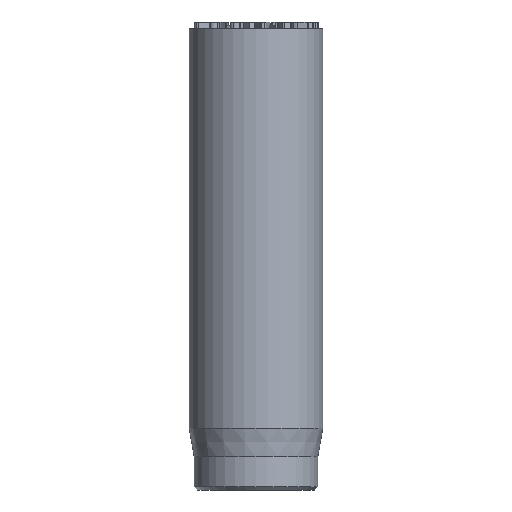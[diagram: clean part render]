
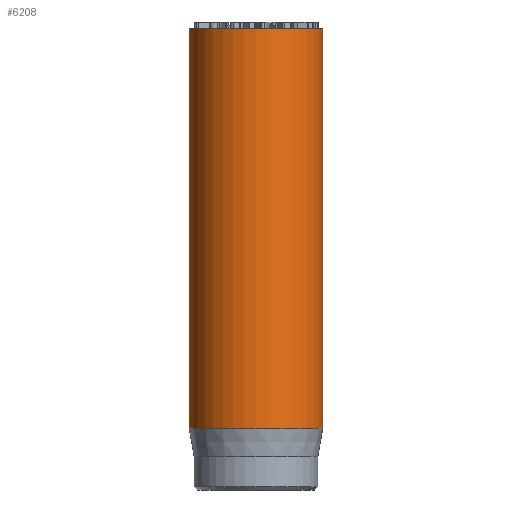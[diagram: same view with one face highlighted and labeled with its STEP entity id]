
A CAD part, front view. The second image highlights one B-rep face of the part: STEP entity #6208.
In plain terms, the highlighted cylindrical face has radius 2 mm (diameter 4 mm), a full revolution.
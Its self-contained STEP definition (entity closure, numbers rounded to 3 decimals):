
#42=CYLINDRICAL_SURFACE('',#6441,2.);
#45=CIRCLE('',#6411,2.);
#59=CIRCLE('',#6439,2.);
#60=CIRCLE('',#6440,2.);
#1009=FACE_OUTER_BOUND('',#1374,.T.);
#1374=EDGE_LOOP('',(#5499,#5500,#5501,#5502,#5503));
#1838=LINE('',#11326,#2320);
#2320=VECTOR('',#7130,2.);
#2907=VERTEX_POINT('',#11271);
#2921=VERTEX_POINT('',#11320);
#2922=VERTEX_POINT('',#11321);
#3776=EDGE_CURVE('',#2907,#2907,#45,.T.);
#3797=EDGE_CURVE('',#2921,#2922,#59,.T.);
#3798=EDGE_CURVE('',#2922,#2921,#60,.T.);
#3800=EDGE_CURVE('',#2907,#2921,#1838,.T.);
#5499=ORIENTED_EDGE('',*,*,#3776,.T.);
#5500=ORIENTED_EDGE('',*,*,#3800,.T.);
#5501=ORIENTED_EDGE('',*,*,#3797,.T.);
#5502=ORIENTED_EDGE('',*,*,#3798,.T.);
#5503=ORIENTED_EDGE('',*,*,#3800,.F.);
#6208=ADVANCED_FACE('',(#1009),#42,.T.);
#6411=AXIS2_PLACEMENT_3D('',#11272,#7060,#7061);
#6439=AXIS2_PLACEMENT_3D('',#11322,#7123,#7124);
#6440=AXIS2_PLACEMENT_3D('',#11323,#7125,#7126);
#6441=AXIS2_PLACEMENT_3D('',#11325,#7128,#7129);
#7060=DIRECTION('center_axis',(0.,0.,-1.));
#7061=DIRECTION('ref_axis',(-1.,0.,0.));
#7123=DIRECTION('center_axis',(0.,0.,1.));
#7124=DIRECTION('ref_axis',(-1.,0.,0.));
#7125=DIRECTION('center_axis',(0.,0.,1.));
#7126=DIRECTION('ref_axis',(-1.,0.,0.));
#7128=DIRECTION('center_axis',(0.,0.,1.));
#7129=DIRECTION('ref_axis',(-1.,0.,0.));
#7130=DIRECTION('',(0.,0.,-1.));
#11271=CARTESIAN_POINT('',(2.,0.,13.8));
#11272=CARTESIAN_POINT('Origin',(0.,0.,13.8));
#11320=CARTESIAN_POINT('',(2.,0.,1.851));
#11321=CARTESIAN_POINT('',(-2.,0.,1.851));
#11322=CARTESIAN_POINT('Origin',(0.,0.,1.851));
#11323=CARTESIAN_POINT('Origin',(0.,0.,1.851));
#11325=CARTESIAN_POINT('Origin',(0.,0.,0.));
#11326=CARTESIAN_POINT('',(2.,0.,0.));
